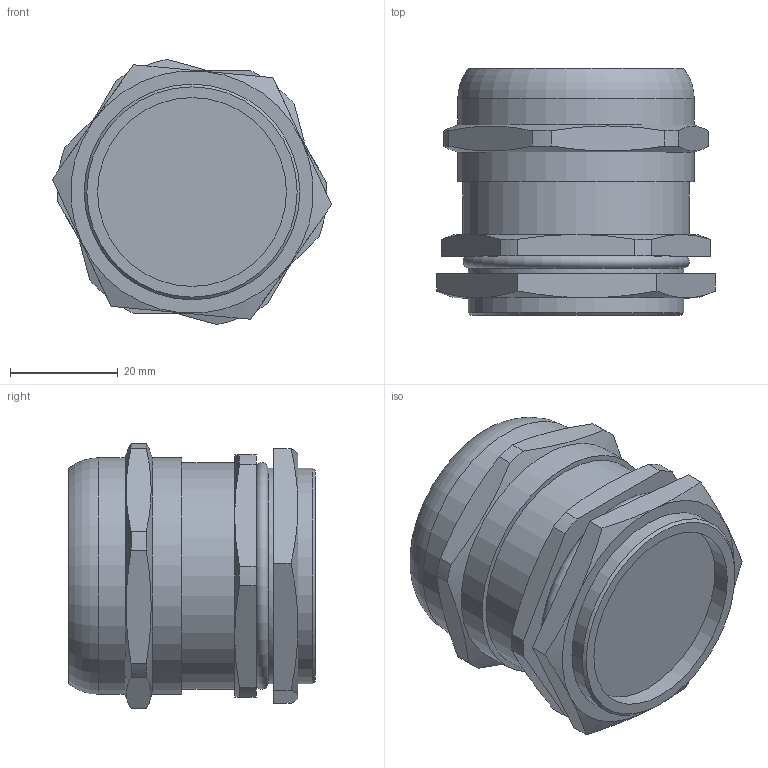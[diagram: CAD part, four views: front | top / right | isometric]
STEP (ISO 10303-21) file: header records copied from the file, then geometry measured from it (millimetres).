
FILE_DESCRIPTION(/* description */ ('','CAx-IF Rec.Pracs.---Representation and Presentation of Product Manufacturing Information (PMI)---4.0---2014-10-13'),/* implementation_level */ '2;1');
FILE_NAME(/* name */ 'Деталь22.stp',/* time_stamp */ '2022-05-31T08:46:04+07:00',/* author */ ('Каплей М. Ю.'),/* organization */ ('АО "ЗЭТА"'),/* preprocessor_version */ 'ST-DEVELOPER v18.1',/* originating_system */ 'Autodesk Inventor 2021',/* authorisation */ '');
FILE_SCHEMA (('AP242_MANAGED_MODEL_BASED_3D_ENGINEERING_MIM_LF { 1 0 10303 442 1 1 4 }'));
Length unit declared in the file: millimetre
Products named in the file (1): Деталь22
Bounding box: 51.74 x 45.79 x 49.15 mm (x, y, z)
Volume: 65589.9 mm3; surface area: 13576.4 mm2
Topology: 1 solids, 3 shells, 66 faces, 153 edges, 98 vertices
Faces by surface type: plane 29, cylinder 19, cone 16, torus 2
Full cylindrical faces by diameter (mm): 31 x1, 35 x1, 40 x2, 42 x1, 44 x2
Entity records: 2064 total; most frequent: CARTESIAN_POINT 407, DIRECTION 341, ORIENTED_EDGE 304, EDGE_CURVE 153, AXIS2_PLACEMENT_3D 144, VERTEX_POINT 98, EDGE_LOOP 73, STYLED_ITEM 66
